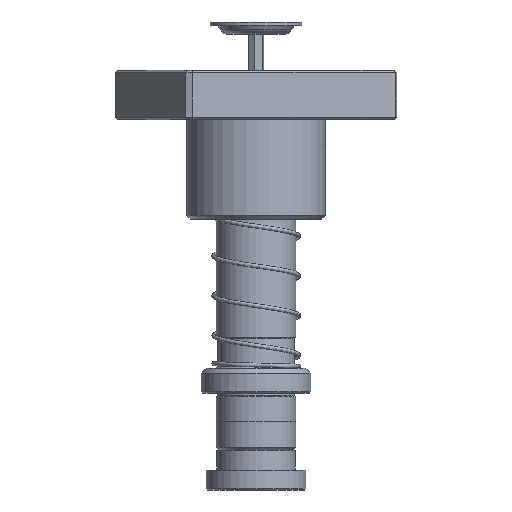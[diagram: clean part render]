
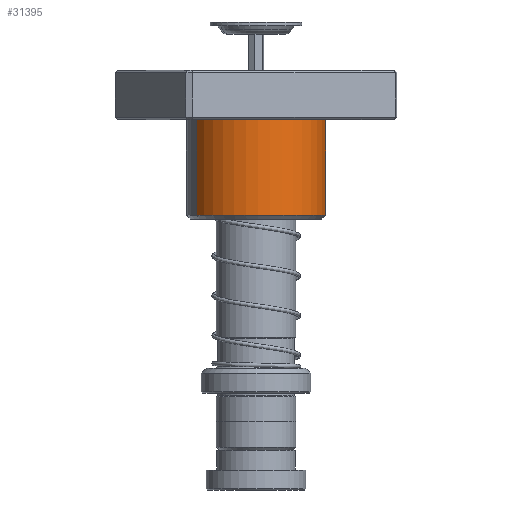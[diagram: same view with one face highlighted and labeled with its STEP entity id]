
A CAD part, front view. The second image highlights one B-rep face of the part: STEP entity #31395.
In plain terms, the highlighted cylindrical face has radius 28 mm (diameter 56 mm), a partial arc.
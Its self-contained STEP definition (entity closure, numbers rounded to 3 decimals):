
#878 = EDGE_LOOP ( 'NONE', ( #52411, #7759, #45237, #36215, #37171 ) ) ;
#1283 = DIRECTION ( 'NONE',  ( 0., 0., -1. ) ) ;
#2497 = EDGE_CURVE ( 'NONE', #10036, #40550, #11082, .T. ) ;
#3001 = DIRECTION ( 'NONE',  ( 1., 0., 0. ) ) ;
#3177 = CARTESIAN_POINT ( 'NONE',  ( 0., -28., 20. ) ) ;
#6061 = VERTEX_POINT ( 'NONE', #41010 ) ;
#6801 = CARTESIAN_POINT ( 'NONE',  ( -28., 0., 60. ) ) ;
#7263 = AXIS2_PLACEMENT_3D ( 'NONE', #13081, #39116, #8763 ) ;
#7313 = LINE ( 'NONE', #26977, #50477 ) ;
#7759 = ORIENTED_EDGE ( 'NONE', *, *, #44112, .T. ) ;
#8079 = CIRCLE ( 'NONE', #14432, 28. ) ;
#8763 = DIRECTION ( 'NONE',  ( -1., 0., 0. ) ) ;
#10036 = VERTEX_POINT ( 'NONE', #31742 ) ;
#10573 = EDGE_CURVE ( 'NONE', #37920, #6061, #7313, .T. ) ;
#11082 = CIRCLE ( 'NONE', #49759, 28. ) ;
#12565 = LINE ( 'NONE', #6801, #33434 ) ;
#13081 = CARTESIAN_POINT ( 'NONE',  ( 0., 0., 60. ) ) ;
#13331 = DIRECTION ( 'NONE',  ( 1., 0., 0. ) ) ;
#14432 = AXIS2_PLACEMENT_3D ( 'NONE', #54875, #16025, #3001 ) ;
#15343 = EDGE_CURVE ( 'NONE', #40863, #10036, #12565, .T. ) ;
#16025 = DIRECTION ( 'NONE',  ( 0., 0., 1. ) ) ;
#17981 = AXIS2_PLACEMENT_3D ( 'NONE', #31838, #23559, #53700 ) ;
#22001 = CARTESIAN_POINT ( 'NONE',  ( 0., 0., 20. ) ) ;
#23559 = DIRECTION ( 'NONE',  ( 0., 0., -1. ) ) ;
#25034 = CARTESIAN_POINT ( 'NONE',  ( -28., 0., 58.5 ) ) ;
#26977 = CARTESIAN_POINT ( 'NONE',  ( 28., 0., 60. ) ) ;
#30855 = CYLINDRICAL_SURFACE ( 'NONE', #7263, 28. ) ;
#31395 = ADVANCED_FACE ( 'NONE', ( #34914 ), #30855, .T. ) ;
#31742 = CARTESIAN_POINT ( 'NONE',  ( -28., 0., 20. ) ) ;
#31838 = CARTESIAN_POINT ( 'NONE',  ( 0., 0., 58.5 ) ) ;
#33434 = VECTOR ( 'NONE', #40952, 1000. ) ;
#33590 = CARTESIAN_POINT ( 'NONE',  ( 28., 0., 58.5 ) ) ;
#34251 = CIRCLE ( 'NONE', #17981, 28. ) ;
#34914 = FACE_OUTER_BOUND ( 'NONE', #878, .T. ) ;
#35022 = DIRECTION ( 'NONE',  ( 0., 0., 1. ) ) ;
#36215 = ORIENTED_EDGE ( 'NONE', *, *, #2497, .T. ) ;
#37171 = ORIENTED_EDGE ( 'NONE', *, *, #54576, .T. ) ;
#37920 = VERTEX_POINT ( 'NONE', #33590 ) ;
#39116 = DIRECTION ( 'NONE',  ( 0., 0., -1. ) ) ;
#40550 = VERTEX_POINT ( 'NONE', #3177 ) ;
#40863 = VERTEX_POINT ( 'NONE', #25034 ) ;
#40952 = DIRECTION ( 'NONE',  ( 0., 0., -1. ) ) ;
#41010 = CARTESIAN_POINT ( 'NONE',  ( 28., 0., 20. ) ) ;
#44112 = EDGE_CURVE ( 'NONE', #37920, #40863, #34251, .T. ) ;
#45237 = ORIENTED_EDGE ( 'NONE', *, *, #15343, .T. ) ;
#49759 = AXIS2_PLACEMENT_3D ( 'NONE', #22001, #35022, #13331 ) ;
#50477 = VECTOR ( 'NONE', #1283, 1000. ) ;
#52411 = ORIENTED_EDGE ( 'NONE', *, *, #10573, .F. ) ;
#53700 = DIRECTION ( 'NONE',  ( 1., 0., 0. ) ) ;
#54576 = EDGE_CURVE ( 'NONE', #40550, #6061, #8079, .T. ) ;
#54875 = CARTESIAN_POINT ( 'NONE',  ( 0., 0., 20. ) ) ;
